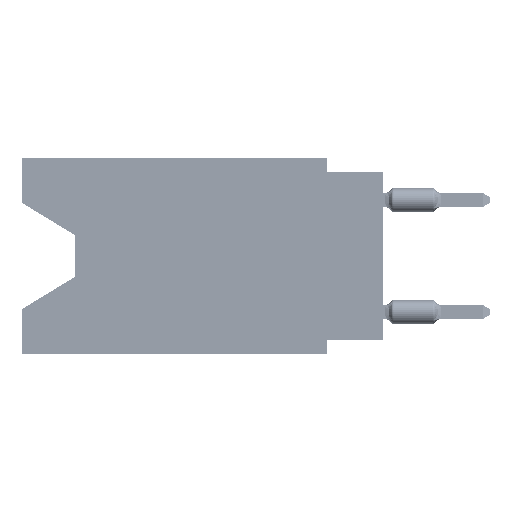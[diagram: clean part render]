
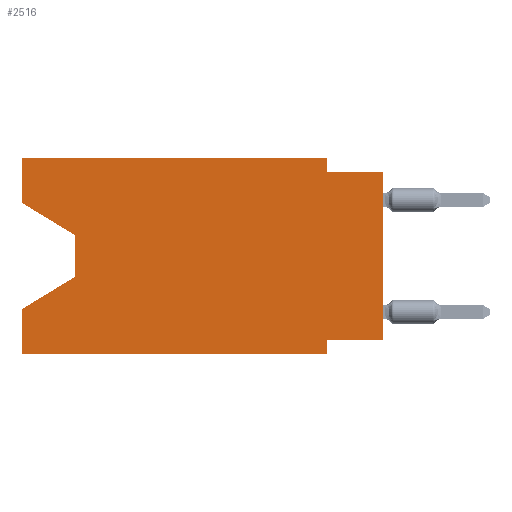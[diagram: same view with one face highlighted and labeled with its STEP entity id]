
A CAD part, left-side view. The second image highlights one B-rep face of the part: STEP entity #2516.
In plain terms, the highlighted planar face has unit normal (-1, 0, 0).
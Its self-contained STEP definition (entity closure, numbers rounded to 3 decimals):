
#561 = CARTESIAN_POINT ( 'NONE',  ( 0., 2.54, -8.89 ) ) ;
#1029 = ORIENTED_EDGE ( 'NONE', *, *, #33428, .F. ) ;
#1153 = VERTEX_POINT ( 'NONE', #9449 ) ;
#1216 = DIRECTION ( 'NONE',  ( 0., 0., -1. ) ) ;
#2497 = CARTESIAN_POINT ( 'NONE',  ( 0., 2.54, -0.635 ) ) ;
#2516 = ADVANCED_FACE ( 'NONE', ( #62316 ), #82933, .F. ) ;
#2794 = EDGE_CURVE ( 'NONE', #62871, #35614, #33891, .T. ) ;
#3662 = DIRECTION ( 'NONE',  ( 0., 1., 0. ) ) ;
#3678 = ORIENTED_EDGE ( 'NONE', *, *, #48581, .F. ) ;
#3756 = ORIENTED_EDGE ( 'NONE', *, *, #39763, .T. ) ;
#5771 = LINE ( 'NONE', #51790, #55401 ) ;
#6122 = VECTOR ( 'NONE', #35585, 1000. ) ;
#8227 = DIRECTION ( 'NONE',  ( 0., 0., 1. ) ) ;
#9383 = VERTEX_POINT ( 'NONE', #26454 ) ;
#9390 = CARTESIAN_POINT ( 'NONE',  ( 0., 16.383, -6.852 ) ) ;
#9449 = CARTESIAN_POINT ( 'NONE',  ( 0., 13.97, -5.385 ) ) ;
#10805 = CARTESIAN_POINT ( 'NONE',  ( 0., 16.383, -8.89 ) ) ;
#14576 = VECTOR ( 'NONE', #20647, 1000. ) ;
#14956 = CARTESIAN_POINT ( 'NONE',  ( 0., 2.54, 0. ) ) ;
#15953 = VECTOR ( 'NONE', #3662, 1000. ) ;
#16429 = EDGE_CURVE ( 'NONE', #31311, #38923, #5771, .T. ) ;
#16724 = DIRECTION ( 'NONE',  ( 0., -1., 0. ) ) ;
#18248 = DIRECTION ( 'NONE',  ( 0., 0., 1. ) ) ;
#20647 = DIRECTION ( 'NONE',  ( 0., 0.855, -0.519 ) ) ;
#21924 = DIRECTION ( 'NONE',  ( 0., -1., 0. ) ) ;
#22799 = LINE ( 'NONE', #42160, #68190 ) ;
#24132 = LINE ( 'NONE', #10805, #72066 ) ;
#24267 = DIRECTION ( 'NONE',  ( 0., -0.855, -0.519 ) ) ;
#25212 = CARTESIAN_POINT ( 'NONE',  ( 0., 16.383, -8.89 ) ) ;
#25964 = VECTOR ( 'NONE', #21924, 1000. ) ;
#26372 = CARTESIAN_POINT ( 'NONE',  ( 0., 13.97, -3.505 ) ) ;
#26454 = CARTESIAN_POINT ( 'NONE',  ( 0., 2.54, -8.89 ) ) ;
#27953 = VERTEX_POINT ( 'NONE', #78115 ) ;
#28255 = VECTOR ( 'NONE', #16724, 1000. ) ;
#29016 = LINE ( 'NONE', #54853, #15953 ) ;
#29706 = EDGE_CURVE ( 'NONE', #82798, #9383, #24132, .T. ) ;
#30855 = AXIS2_PLACEMENT_3D ( 'NONE', #70452, #49448, #63593 ) ;
#30867 = ORIENTED_EDGE ( 'NONE', *, *, #2794, .F. ) ;
#31294 = EDGE_CURVE ( 'NONE', #1153, #84962, #79540, .T. ) ;
#31311 = VERTEX_POINT ( 'NONE', #61478 ) ;
#32657 = CARTESIAN_POINT ( 'NONE',  ( 0., 16.383, 0. ) ) ;
#33220 = VECTOR ( 'NONE', #1216, 1000. ) ;
#33428 = EDGE_CURVE ( 'NONE', #27953, #9383, #52606, .T. ) ;
#33891 = LINE ( 'NONE', #14956, #6122 ) ;
#34814 = LINE ( 'NONE', #61042, #25964 ) ;
#35585 = DIRECTION ( 'NONE',  ( 0., 0., -1. ) ) ;
#35614 = VERTEX_POINT ( 'NONE', #2497 ) ;
#37001 = ORIENTED_EDGE ( 'NONE', *, *, #31294, .T. ) ;
#38923 = VERTEX_POINT ( 'NONE', #26372 ) ;
#39763 = EDGE_CURVE ( 'NONE', #38923, #1153, #52010, .T. ) ;
#39790 = ORIENTED_EDGE ( 'NONE', *, *, #50556, .F. ) ;
#42160 = CARTESIAN_POINT ( 'NONE',  ( 0., 16.383, 0. ) ) ;
#43954 = ORIENTED_EDGE ( 'NONE', *, *, #49177, .T. ) ;
#45364 = ORIENTED_EDGE ( 'NONE', *, *, #29706, .T. ) ;
#46610 = CARTESIAN_POINT ( 'NONE',  ( 0., 0., -0.635 ) ) ;
#47021 = VERTEX_POINT ( 'NONE', #46610 ) ;
#48356 = EDGE_CURVE ( 'NONE', #82798, #84962, #22799, .T. ) ;
#48581 = EDGE_CURVE ( 'NONE', #31311, #84909, #57831, .T. ) ;
#49177 = EDGE_CURVE ( 'NONE', #49230, #47021, #67119, .T. ) ;
#49230 = VERTEX_POINT ( 'NONE', #74821 ) ;
#49448 = DIRECTION ( 'NONE',  ( 1., 0., 0. ) ) ;
#50556 = EDGE_CURVE ( 'NONE', #49230, #27953, #29016, .T. ) ;
#51250 = CARTESIAN_POINT ( 'NONE',  ( 0., 2.54, 0. ) ) ;
#51790 = CARTESIAN_POINT ( 'NONE',  ( 0., 16.383, -2.038 ) ) ;
#52010 = LINE ( 'NONE', #78213, #33220 ) ;
#52606 = LINE ( 'NONE', #561, #69737 ) ;
#53298 = ORIENTED_EDGE ( 'NONE', *, *, #16429, .T. ) ;
#54853 = CARTESIAN_POINT ( 'NONE',  ( 0., 0., -8.255 ) ) ;
#55401 = VECTOR ( 'NONE', #24267, 1000. ) ;
#56210 = EDGE_CURVE ( 'NONE', #35614, #47021, #76495, .T. ) ;
#56223 = EDGE_LOOP ( 'NONE', ( #53298, #3756, #37001, #77735, #45364, #1029, #39790, #43954, #60196, #30867, #58808, #3678 ) ) ;
#57831 = LINE ( 'NONE', #71958, #83282 ) ;
#58808 = ORIENTED_EDGE ( 'NONE', *, *, #77610, .F. ) ;
#60196 = ORIENTED_EDGE ( 'NONE', *, *, #56210, .F. ) ;
#61042 = CARTESIAN_POINT ( 'NONE',  ( 0., 16.383, 0. ) ) ;
#61209 = VECTOR ( 'NONE', #8227, 1000. ) ;
#61478 = CARTESIAN_POINT ( 'NONE',  ( 0., 16.383, -2.038 ) ) ;
#62316 = FACE_OUTER_BOUND ( 'NONE', #56223, .T. ) ;
#62871 = VERTEX_POINT ( 'NONE', #51250 ) ;
#63582 = CARTESIAN_POINT ( 'NONE',  ( 0., 0., -0.635 ) ) ;
#63593 = DIRECTION ( 'NONE',  ( 0., 0., -1. ) ) ;
#66673 = DIRECTION ( 'NONE',  ( 0., 0., 1. ) ) ;
#67119 = LINE ( 'NONE', #78326, #61209 ) ;
#68190 = VECTOR ( 'NONE', #66673, 1000. ) ;
#69737 = VECTOR ( 'NONE', #79657, 1000. ) ;
#70452 = CARTESIAN_POINT ( 'NONE',  ( 0., 16.383, 0. ) ) ;
#71958 = CARTESIAN_POINT ( 'NONE',  ( 0., 16.383, 0. ) ) ;
#72066 = VECTOR ( 'NONE', #81741, 1000. ) ;
#74352 = CARTESIAN_POINT ( 'NONE',  ( 0., 13.97, -5.385 ) ) ;
#74821 = CARTESIAN_POINT ( 'NONE',  ( 0., 0., -8.255 ) ) ;
#76495 = LINE ( 'NONE', #63582, #28255 ) ;
#77610 = EDGE_CURVE ( 'NONE', #84909, #62871, #34814, .T. ) ;
#77735 = ORIENTED_EDGE ( 'NONE', *, *, #48356, .F. ) ;
#78115 = CARTESIAN_POINT ( 'NONE',  ( 0., 2.54, -8.255 ) ) ;
#78213 = CARTESIAN_POINT ( 'NONE',  ( 0., 13.97, -3.505 ) ) ;
#78326 = CARTESIAN_POINT ( 'NONE',  ( 0., 0., 0. ) ) ;
#79540 = LINE ( 'NONE', #74352, #14576 ) ;
#79657 = DIRECTION ( 'NONE',  ( 0., 0., -1. ) ) ;
#81741 = DIRECTION ( 'NONE',  ( 0., -1., 0. ) ) ;
#82798 = VERTEX_POINT ( 'NONE', #25212 ) ;
#82933 = PLANE ( 'NONE',  #30855 ) ;
#83282 = VECTOR ( 'NONE', #18248, 1000. ) ;
#84909 = VERTEX_POINT ( 'NONE', #32657 ) ;
#84962 = VERTEX_POINT ( 'NONE', #9390 ) ;
